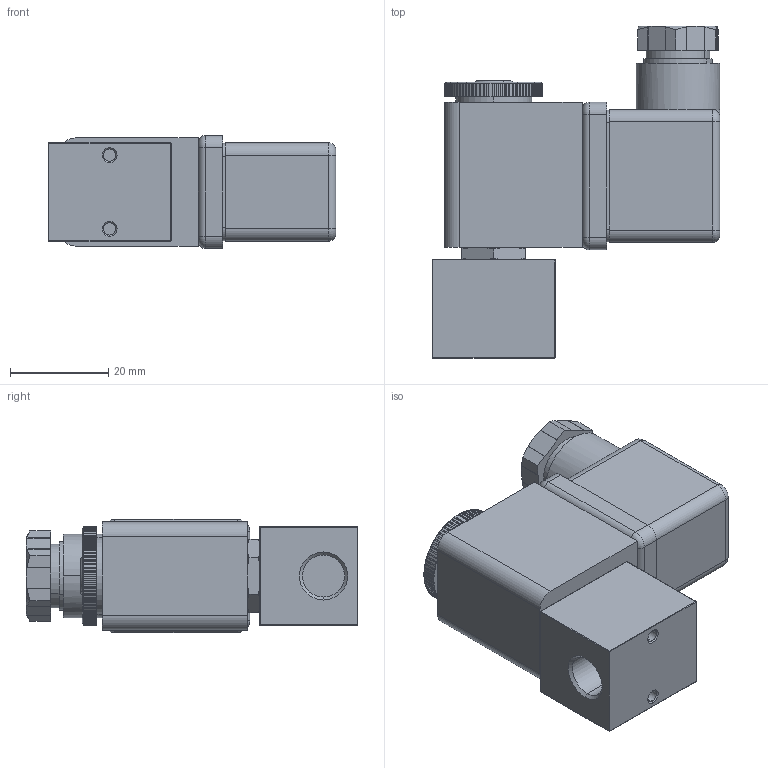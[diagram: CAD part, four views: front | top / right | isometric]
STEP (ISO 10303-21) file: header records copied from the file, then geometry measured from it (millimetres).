
FILE_DESCRIPTION (( 'STEP AP203' ), '1' );
FILE_NAME ('310.STEP', '2016-12-21T14:19:41', ( '' ), ( '' ), 'SwSTEP 2.0', 'SolidWorks 2015', '' );
FILE_SCHEMA (( 'CONFIG_CONTROL_DESIGN' ));
Length unit declared in the file: millimetre
Products named in the file (1): 310
Bounding box: 58.5 x 67.5 x 23 mm (x, y, z)
Volume: 56025.3 mm3; surface area: 25760 mm2
Topology: 21 solids, 21 shells, 809 faces, 1964 edges, 1209 vertices
Faces by surface type: plane 427, cylinder 285, cone 55, torus 28, sphere 8, bspline 6
Entity records: 28426 total; most frequent: CARTESIAN_POINT 9095, DIRECTION 4233, ORIENTED_EDGE 3900, EDGE_CURVE 1950, AXIS2_PLACEMENT_3D 1565, VERTEX_POINT 1209, LINE 1103, VECTOR 1103
